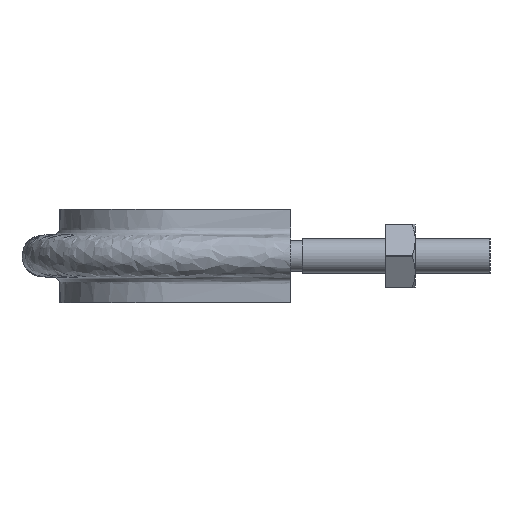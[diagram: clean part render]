
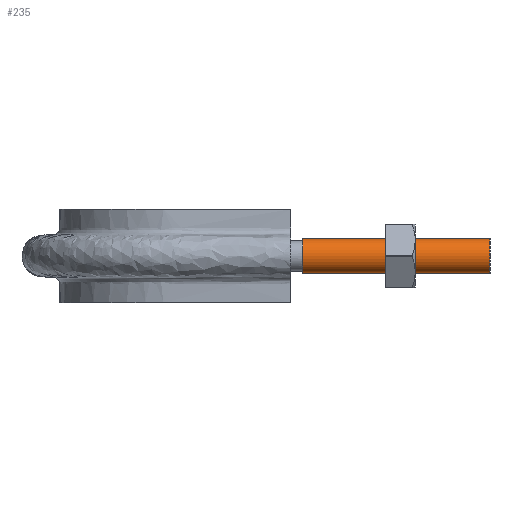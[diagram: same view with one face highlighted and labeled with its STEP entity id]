
A CAD part, left-side view. The second image highlights one B-rep face of the part: STEP entity #235.
In plain terms, the highlighted cylindrical face has radius 4.6 mm (diameter 9.2 mm), a full revolution.
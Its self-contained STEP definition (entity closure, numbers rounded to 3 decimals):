
#235 = ADVANCED_FACE( '', ( #336, #337 ), #338, .T. );
#336 = FACE_OUTER_BOUND( '', #1333, .T. );
#337 = FACE_OUTER_BOUND( '', #1334, .T. );
#338 = CYLINDRICAL_SURFACE( '', #1335, 4.6 );
#1333 = EDGE_LOOP( '', ( #1588 ) );
#1334 = EDGE_LOOP( '', ( #1589 ) );
#1335 = AXIS2_PLACEMENT_3D( '', #1590, #1591, #1592 );
#1588 = ORIENTED_EDGE( '', *, *, #2049, .T. );
#1589 = ORIENTED_EDGE( '', *, *, #2050, .F. );
#1590 = CARTESIAN_POINT( '', ( -37., 50., 0. ) );
#1591 = DIRECTION( '', ( 0., 1., 0. ) );
#1592 = DIRECTION( '', ( 1., 0., 0. ) );
#2049 = EDGE_CURVE( '', #2229, #2229, #2230, .T. );
#2050 = EDGE_CURVE( '', #2231, #2231, #2232, .T. );
#2229 = VERTEX_POINT( '', #2726 );
#2230 = CIRCLE( '', #2727, 4.6 );
#2231 = VERTEX_POINT( '', #2728 );
#2232 = CIRCLE( '', #2729, 4.6 );
#2726 = CARTESIAN_POINT( '', ( -32.4, 50., 0. ) );
#2727 = AXIS2_PLACEMENT_3D( '', #3134, #3135, #3136 );
#2728 = CARTESIAN_POINT( '', ( -32.4, 0., 0. ) );
#2729 = AXIS2_PLACEMENT_3D( '', #3137, #3138, #3139 );
#3134 = CARTESIAN_POINT( '', ( -37., 50., 0. ) );
#3135 = DIRECTION( '', ( 0., -1., 0. ) );
#3136 = DIRECTION( '', ( 1., 0., 0. ) );
#3137 = CARTESIAN_POINT( '', ( -37., 0., 0. ) );
#3138 = DIRECTION( '', ( 0., -1., 0. ) );
#3139 = DIRECTION( '', ( 1., 0., 0. ) );
